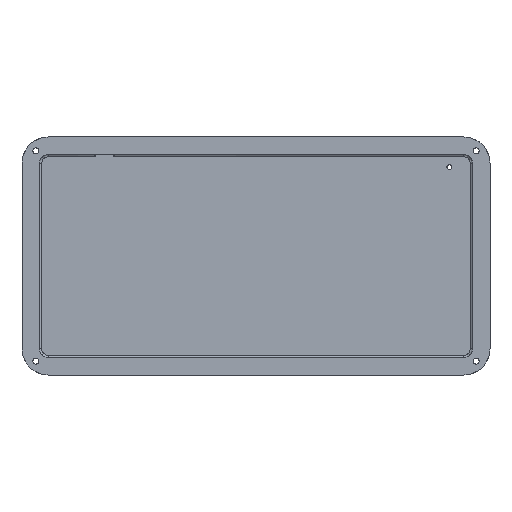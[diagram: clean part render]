
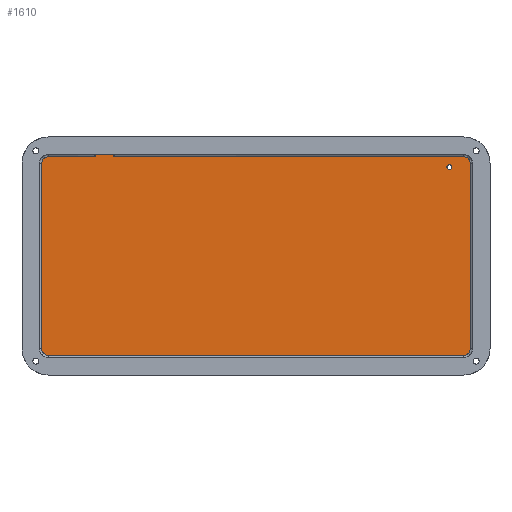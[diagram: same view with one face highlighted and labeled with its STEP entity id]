
A CAD part, top view. The second image highlights one B-rep face of the part: STEP entity #1610.
In plain terms, the highlighted planar face has unit normal (0, 0, 1).
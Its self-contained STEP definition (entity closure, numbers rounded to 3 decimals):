
#30=FACE_BOUND('',#406,.T.);
#105=B_SPLINE_CURVE_WITH_KNOTS('',3,(#2923,#2924,#2925,#2926,#2927,#2928),
 .UNSPECIFIED.,.F.,.F.,(4,1,1,4),(-0.471,-0.337,
-0.202,0.),.UNSPECIFIED.);
#107=B_SPLINE_CURVE_WITH_KNOTS('',3,(#2974,#2975,#2976,#2977,#2978,#2979),
 .UNSPECIFIED.,.F.,.F.,(4,1,1,4),(-0.471,-0.269,
-0.135,0.),.UNSPECIFIED.);
#109=B_SPLINE_CURVE_WITH_KNOTS('',3,(#3025,#3026,#3027,#3028,#3029,#3030),
 .UNSPECIFIED.,.F.,.F.,(4,1,1,4),(-0.471,-0.337,
-0.202,0.),.UNSPECIFIED.);
#111=B_SPLINE_CURVE_WITH_KNOTS('',3,(#3076,#3077,#3078,#3079,#3080,#3081),
 .UNSPECIFIED.,.F.,.F.,(4,1,1,4),(-0.471,-0.337,
-0.202,0.),.UNSPECIFIED.);
#125=B_SPLINE_CURVE_WITH_KNOTS('',3,(#3486,#3487,#3488,#3489,#3490,#3491,
#3492,#3493,#3494,#3495,#3496,#3497,#3498),.UNSPECIFIED.,.T.,.F.,(4,3,3,
3,4),(0.,1.,2.,3.,4.),.UNSPECIFIED.);
#175=PLANE('',#1780);
#298=FACE_OUTER_BOUND('',#405,.T.);
#405=EDGE_LOOP('',(#1494,#1495,#1496,#1497,#1498,#1499,#1500,#1501,#1502,
#1503,#1504,#1505));
#406=EDGE_LOOP('',(#1506));
#438=LINE('',#2847,#526);
#448=LINE('',#2879,#536);
#450=LINE('',#2888,#538);
#451=LINE('',#2939,#539);
#453=LINE('',#2990,#541);
#455=LINE('',#3041,#543);
#457=LINE('',#3089,#545);
#459=LINE('',#3092,#547);
#526=VECTOR('',#2017,10.);
#536=VECTOR('',#2049,10.);
#538=VECTOR('',#2057,10.);
#539=VECTOR('',#2066,10.);
#541=VECTOR('',#2074,10.);
#543=VECTOR('',#2082,10.);
#545=VECTOR('',#2088,10.);
#547=VECTOR('',#2092,10.);
#736=VERTEX_POINT('',#2844);
#737=VERTEX_POINT('',#2846);
#748=VERTEX_POINT('',#2878);
#751=VERTEX_POINT('',#2885);
#752=VERTEX_POINT('',#2887);
#754=VERTEX_POINT('',#2921);
#756=VERTEX_POINT('',#2937);
#758=VERTEX_POINT('',#2972);
#760=VERTEX_POINT('',#2988);
#762=VERTEX_POINT('',#3023);
#764=VERTEX_POINT('',#3039);
#766=VERTEX_POINT('',#3074);
#792=VERTEX_POINT('',#3484);
#928=EDGE_CURVE('',#736,#737,#438,.T.);
#944=EDGE_CURVE('',#737,#748,#448,.T.);
#948=EDGE_CURVE('',#751,#752,#450,.T.);
#951=EDGE_CURVE('',#754,#751,#105,.T.);
#954=EDGE_CURVE('',#756,#754,#451,.T.);
#957=EDGE_CURVE('',#758,#756,#107,.T.);
#960=EDGE_CURVE('',#760,#758,#453,.T.);
#963=EDGE_CURVE('',#762,#760,#109,.T.);
#966=EDGE_CURVE('',#764,#762,#455,.T.);
#969=EDGE_CURVE('',#766,#764,#111,.T.);
#971=EDGE_CURVE('',#748,#766,#457,.T.);
#973=EDGE_CURVE('',#752,#736,#459,.T.);
#1024=EDGE_CURVE('',#792,#792,#125,.T.);
#1494=ORIENTED_EDGE('',*,*,#944,.F.);
#1495=ORIENTED_EDGE('',*,*,#928,.F.);
#1496=ORIENTED_EDGE('',*,*,#973,.F.);
#1497=ORIENTED_EDGE('',*,*,#948,.F.);
#1498=ORIENTED_EDGE('',*,*,#951,.F.);
#1499=ORIENTED_EDGE('',*,*,#954,.F.);
#1500=ORIENTED_EDGE('',*,*,#957,.F.);
#1501=ORIENTED_EDGE('',*,*,#960,.F.);
#1502=ORIENTED_EDGE('',*,*,#963,.F.);
#1503=ORIENTED_EDGE('',*,*,#966,.F.);
#1504=ORIENTED_EDGE('',*,*,#969,.F.);
#1505=ORIENTED_EDGE('',*,*,#971,.F.);
#1506=ORIENTED_EDGE('',*,*,#1024,.T.);
#1610=ADVANCED_FACE('',(#298,#30),#175,.T.);
#1780=AXIS2_PLACEMENT_3D('',#3540,#2182,#2183);
#2017=DIRECTION('',(1.,0.,0.));
#2049=DIRECTION('',(0.,-1.,0.));
#2057=DIRECTION('',(1.,0.,0.));
#2066=DIRECTION('',(0.,1.,0.));
#2074=DIRECTION('',(-1.,0.,0.));
#2082=DIRECTION('',(0.,-1.,0.));
#2088=DIRECTION('',(1.,0.,0.));
#2092=DIRECTION('',(0.,1.,0.));
#2182=DIRECTION('center_axis',(0.,0.,1.));
#2183=DIRECTION('ref_axis',(1.,0.,0.));
#2844=CARTESIAN_POINT('',(-73.056,47.243,3.));
#2846=CARTESIAN_POINT('',(-65.056,47.243,3.));
#2847=CARTESIAN_POINT('',(-72.181,47.243,3.));
#2878=CARTESIAN_POINT('',(-65.056,45.243,3.));
#2879=CARTESIAN_POINT('',(-65.056,23.122,3.));
#2885=CARTESIAN_POINT('',(-94.631,45.243,3.));
#2887=CARTESIAN_POINT('',(-73.056,45.243,3.));
#2888=CARTESIAN_POINT('',(-47.316,45.243,3.));
#2921=CARTESIAN_POINT('',(-97.631,42.243,3.));
#2923=CARTESIAN_POINT('Ctrl Pts',(-97.631,42.243,3.));
#2924=CARTESIAN_POINT('Ctrl Pts',(-97.631,42.692,3.));
#2925=CARTESIAN_POINT('Ctrl Pts',(-97.425,43.587,3.));
#2926=CARTESIAN_POINT('Ctrl Pts',(-96.42,44.847,3.));
#2927=CARTESIAN_POINT('Ctrl Pts',(-95.304,45.243,3.));
#2928=CARTESIAN_POINT('Ctrl Pts',(-94.631,45.243,3.));
#2937=CARTESIAN_POINT('',(-97.631,-42.244,3.));
#2939=CARTESIAN_POINT('',(-97.631,-21.122,3.));
#2972=CARTESIAN_POINT('',(-94.631,-45.244,3.));
#2974=CARTESIAN_POINT('Ctrl Pts',(-94.631,-45.244,3.));
#2975=CARTESIAN_POINT('Ctrl Pts',(-95.304,-45.244,3.));
#2976=CARTESIAN_POINT('Ctrl Pts',(-96.419,-44.848,3.));
#2977=CARTESIAN_POINT('Ctrl Pts',(-97.425,-43.588,3.));
#2978=CARTESIAN_POINT('Ctrl Pts',(-97.631,-42.693,3.));
#2979=CARTESIAN_POINT('Ctrl Pts',(-97.631,-42.244,3.));
#2988=CARTESIAN_POINT('',(94.631,-45.244,3.));
#2990=CARTESIAN_POINT('',(47.316,-45.244,3.));
#3023=CARTESIAN_POINT('',(97.631,-42.244,3.));
#3025=CARTESIAN_POINT('Ctrl Pts',(97.631,-42.244,3.));
#3026=CARTESIAN_POINT('Ctrl Pts',(97.631,-42.693,3.));
#3027=CARTESIAN_POINT('Ctrl Pts',(97.425,-43.588,3.));
#3028=CARTESIAN_POINT('Ctrl Pts',(96.42,-44.848,3.));
#3029=CARTESIAN_POINT('Ctrl Pts',(95.304,-45.244,3.));
#3030=CARTESIAN_POINT('Ctrl Pts',(94.631,-45.244,3.));
#3039=CARTESIAN_POINT('',(97.631,42.243,3.));
#3041=CARTESIAN_POINT('',(97.631,21.122,3.));
#3074=CARTESIAN_POINT('',(94.631,45.243,3.));
#3076=CARTESIAN_POINT('Ctrl Pts',(94.631,45.243,3.));
#3077=CARTESIAN_POINT('Ctrl Pts',(95.08,45.243,3.));
#3078=CARTESIAN_POINT('Ctrl Pts',(95.975,45.037,3.));
#3079=CARTESIAN_POINT('Ctrl Pts',(97.235,44.032,3.));
#3080=CARTESIAN_POINT('Ctrl Pts',(97.631,42.916,3.));
#3081=CARTESIAN_POINT('Ctrl Pts',(97.631,42.243,3.));
#3089=CARTESIAN_POINT('',(-47.316,45.243,3.));
#3092=CARTESIAN_POINT('',(-73.056,23.621,3.));
#3484=CARTESIAN_POINT('',(88.106,41.581,3.));
#3486=CARTESIAN_POINT('Ctrl Pts',(88.106,41.581,3.));
#3487=CARTESIAN_POINT('Ctrl Pts',(88.714,41.581,3.));
#3488=CARTESIAN_POINT('Ctrl Pts',(89.206,41.088,3.));
#3489=CARTESIAN_POINT('Ctrl Pts',(89.206,40.481,3.));
#3490=CARTESIAN_POINT('Ctrl Pts',(89.206,39.873,3.));
#3491=CARTESIAN_POINT('Ctrl Pts',(88.714,39.381,3.));
#3492=CARTESIAN_POINT('Ctrl Pts',(88.106,39.381,3.));
#3493=CARTESIAN_POINT('Ctrl Pts',(87.499,39.381,3.));
#3494=CARTESIAN_POINT('Ctrl Pts',(87.006,39.873,3.));
#3495=CARTESIAN_POINT('Ctrl Pts',(87.006,40.481,3.));
#3496=CARTESIAN_POINT('Ctrl Pts',(87.006,41.088,3.));
#3497=CARTESIAN_POINT('Ctrl Pts',(87.499,41.581,3.));
#3498=CARTESIAN_POINT('Ctrl Pts',(88.106,41.581,3.));
#3540=CARTESIAN_POINT('Origin',(0.,0.,
3.));
